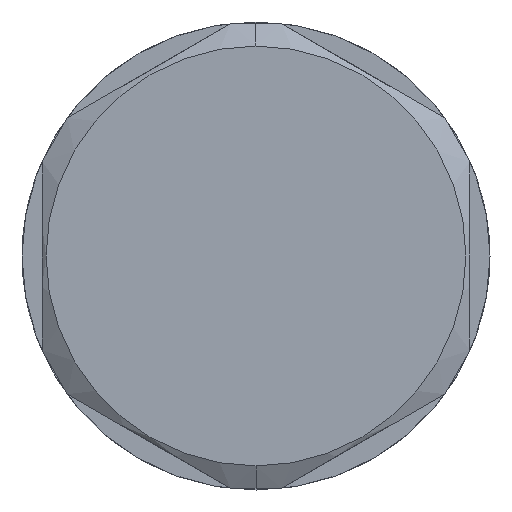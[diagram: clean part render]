
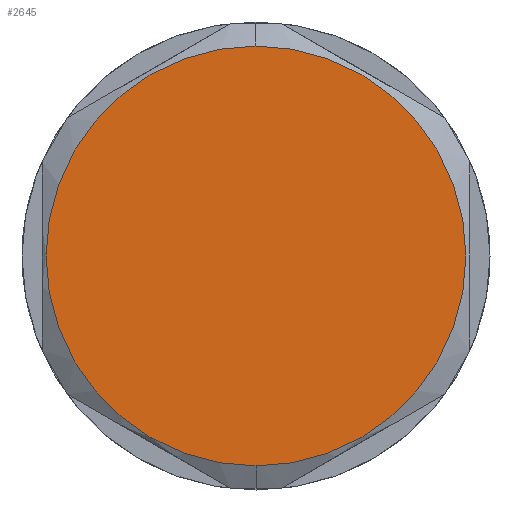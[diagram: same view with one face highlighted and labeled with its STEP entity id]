
A CAD part, front view. The second image highlights one B-rep face of the part: STEP entity #2645.
In plain terms, the highlighted planar face has unit normal (0, -1, 0).
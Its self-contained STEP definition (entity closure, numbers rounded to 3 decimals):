
#1=CARTESIAN_POINT('',(0.,-22.5,0.));
#2=DIRECTION('',(0.,1.,0.));
#3=DIRECTION('',(0.,0.,-1.));
#4=AXIS2_PLACEMENT_3D('',#1,#2,#3);
#6=CARTESIAN_POINT('',(0.,-22.5,0.));
#7=DIRECTION('',(0.,1.,0.));
#8=DIRECTION('',(0.,0.,1.));
#9=AXIS2_PLACEMENT_3D('',#6,#7,#8);
#2380=CARTESIAN_POINT('',(0.,-22.5,-7.85));
#2381=CARTESIAN_POINT('',(0.,-22.5,7.85));
#2382=VERTEX_POINT('',#2380);
#2383=VERTEX_POINT('',#2381);
#2634=CARTESIAN_POINT('',(0.,-22.5,0.));
#2635=DIRECTION('',(0.,1.,0.));
#2636=DIRECTION('',(0.,0.,-1.));
#2637=AXIS2_PLACEMENT_3D('',#2634,#2635,#2636);
#2638=PLANE('',#2637);
#2640=ORIENTED_EDGE('',*,*,#2639,.T.);
#2642=ORIENTED_EDGE('',*,*,#2641,.T.);
#2643=EDGE_LOOP('',(#2640,#2642));
#2644=FACE_OUTER_BOUND('',#2643,.F.);
#5=CIRCLE('',#4,7.85);
#10=CIRCLE('',#9,7.85);
#2639=EDGE_CURVE('',#2382,#2383,#5,.T.);
#2641=EDGE_CURVE('',#2383,#2382,#10,.T.);
#2645=ADVANCED_FACE('',(#2644),#2638,.F.);
